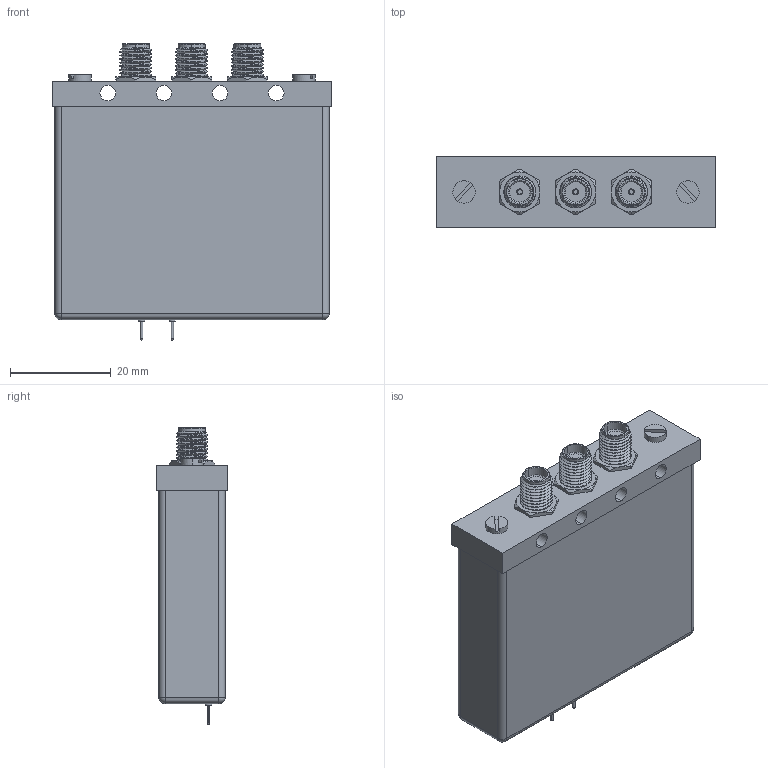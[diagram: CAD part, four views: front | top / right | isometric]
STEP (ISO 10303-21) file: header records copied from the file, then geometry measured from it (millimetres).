
FILE_DESCRIPTION (( 'STEP AP214' ), '1' );
FILE_NAME ('SEMS-4058-SPDT-SMA_3D.step', '2025-01-06T18:09:55', ( '' ), ( '' ), 'SwSTEP 2.0', 'SolidWorks 2022', '' );
FILE_SCHEMA (( 'AUTOMOTIVE_DESIGN' ));
Length unit declared in the file: inch
Products named in the file (1): SEMS-4058-SPDT-SMA_3D
Bounding box: 55.6 x 14.2 x 58.96 mm (x, y, z)
Volume: 34614.9 mm3; surface area: 9255.6 mm2
Topology: 1 solids, 1 shells, 251 faces, 626 edges, 397 vertices
Faces by surface type: cylinder 121, plane 70, cone 36, bspline 12, torus 6, sphere 6
Entity records: 12269 total; most frequent: CARTESIAN_POINT 6608, ORIENTED_EDGE 1236, DIRECTION 1123, EDGE_CURVE 618, AXIS2_PLACEMENT_3D 448, VERTEX_POINT 395, EDGE_LOOP 285, FACE_OUTER_BOUND 251
